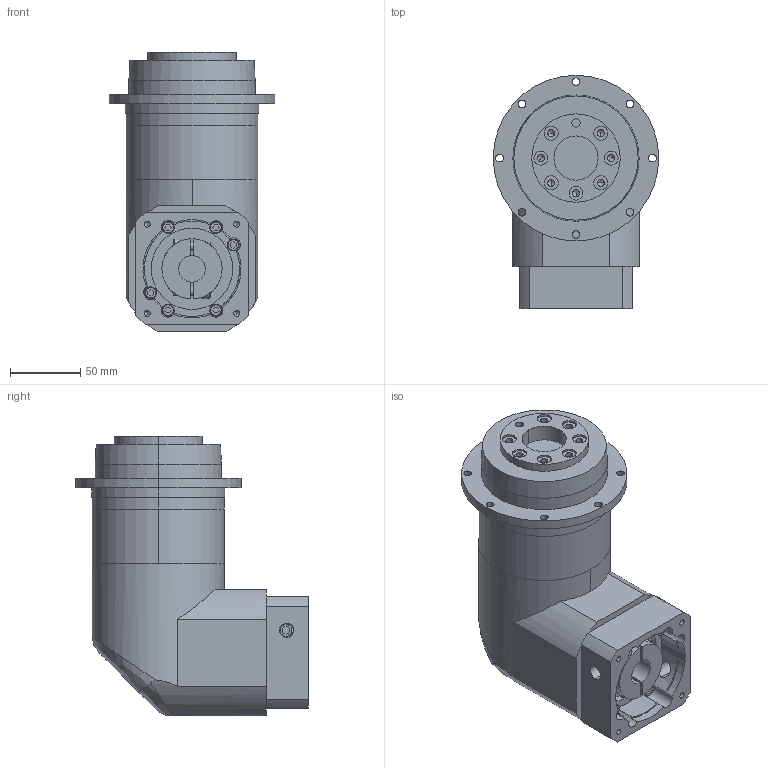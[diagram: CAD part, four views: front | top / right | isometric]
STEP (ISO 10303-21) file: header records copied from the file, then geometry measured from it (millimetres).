
FILE_DESCRIPTION (( 'STEP AP203' ), '1' );
FILE_NAME ('GPDR090-L2-(19-70-90-M5).STEP', '2022-05-26T06:27:44', ( '微软用户' ), ( '微软中国' ), 'SwSTEP 2.0', 'SolidWorks 2018', '' );
FILE_SCHEMA (( 'CONFIG_CONTROL_DESIGN' ));
Length unit declared in the file: millimetre
Products named in the file (1): GPDR090-L2-(19-70-90-M5)
Bounding box: 118 x 166 x 199.5 mm (x, y, z)
Volume: 1642942.1 mm3; surface area: 145102.8 mm2
Topology: 3 solids, 3 shells, 327 faces, 804 edges, 507 vertices
Faces by surface type: cylinder 148, plane 134, cone 26, torus 16, bspline 3
Entity records: 10340 total; most frequent: CARTESIAN_POINT 2367, DIRECTION 1745, ORIENTED_EDGE 1564, EDGE_CURVE 782, AXIS2_PLACEMENT_3D 675, VERTEX_POINT 507, EDGE_LOOP 397, VECTOR 395
